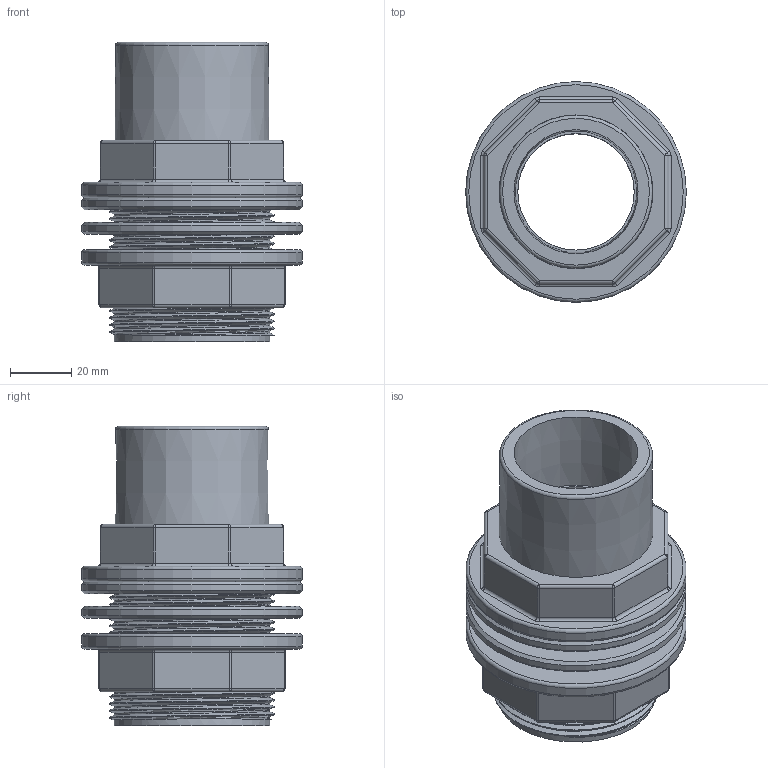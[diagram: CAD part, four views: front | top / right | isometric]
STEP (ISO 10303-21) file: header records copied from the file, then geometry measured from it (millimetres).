
FILE_DESCRIPTION(/* description */ (''),/* implementation_level */ '2;1');
FILE_NAME(/* name */ 'pvc tank connector 40÷50X40mm - 1 3÷4.stp',/* time_stamp */ '2023-05-13T09:01:53+08:00',/* author */ (''),/* organization */ (''),/* preprocessor_version */ 'ST-DEVELOPER v16',/* originating_system */ 'SIEMENS PLM Software NX 10.0',/* authorisation */ '');
FILE_SCHEMA (('AUTOMOTIVE_DESIGN { 1 0 10303 214 3 1 1 1 }'));
Length unit declared in the file: millimetre
Products named in the file (1): gelv1214D7C3kluf
Bounding box: 72 x 72 x 97.7 mm (x, y, z)
Volume: 139562.6 mm3; surface area: 61767.9 mm2
Topology: 4 solids, 4 shells, 159 faces, 368 edges, 207 vertices
Faces by surface type: cylinder 78, plane 32, torus 21, sphere 16, cone 7, bspline 5
Full cylindrical faces by diameter (mm): 38 x1, 50.788 x19, 55 x2, 72 x4
Entity records: 12777 total; most frequent: CARTESIAN_POINT 9796, DIRECTION 669, ORIENTED_EDGE 536, AXIS2_PLACEMENT_3D 285, EDGE_CURVE 268, EDGE_LOOP 174, VERTEX_POINT 162, CIRCLE 149
